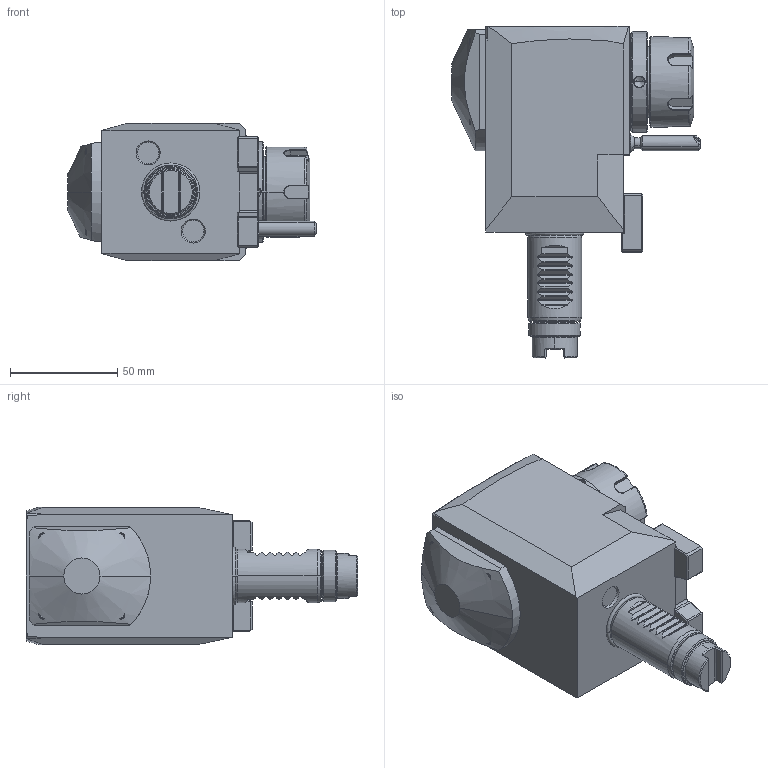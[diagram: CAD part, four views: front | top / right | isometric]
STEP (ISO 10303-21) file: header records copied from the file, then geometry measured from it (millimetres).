
FILE_DESCRIPTION((''),'2;1');
FILE_NAME('NGT1_25_261_25_1_3_70','2024-12-20T',('vali'),('NOVA GRUP'),'PRO/ENGINEER BY PARAMETRIC TECHNOLOGY CORPORATION, 2010280','PRO/ENGINEER BY PARAMETRIC TECHNOLOGY CORPORATION, 2010280','');
FILE_SCHEMA(('CONFIG_CONTROL_DESIGN'));
Length unit declared in the file: millimetre
Products named in the file (1): NGT1_25_261_25_1_3_70
Bounding box: 115.83 x 154.5 x 64 mm (x, y, z)
Volume: 498132.8 mm3; surface area: 49198.1 mm2
Topology: 1 solids, 1 shells, 430 faces, 1089 edges, 673 vertices
Faces by surface type: plane 218, cylinder 70, cone 68, bspline 52, torus 18, extrusion 2, sphere 2
Entity records: 18645 total; most frequent: CARTESIAN_POINT 8903, ORIENTED_EDGE 2150, DIRECTION 1772, EDGE_CURVE 1075, VERTEX_POINT 673, AXIS2_PLACEMENT_3D 595, VECTOR 582, LINE 580
